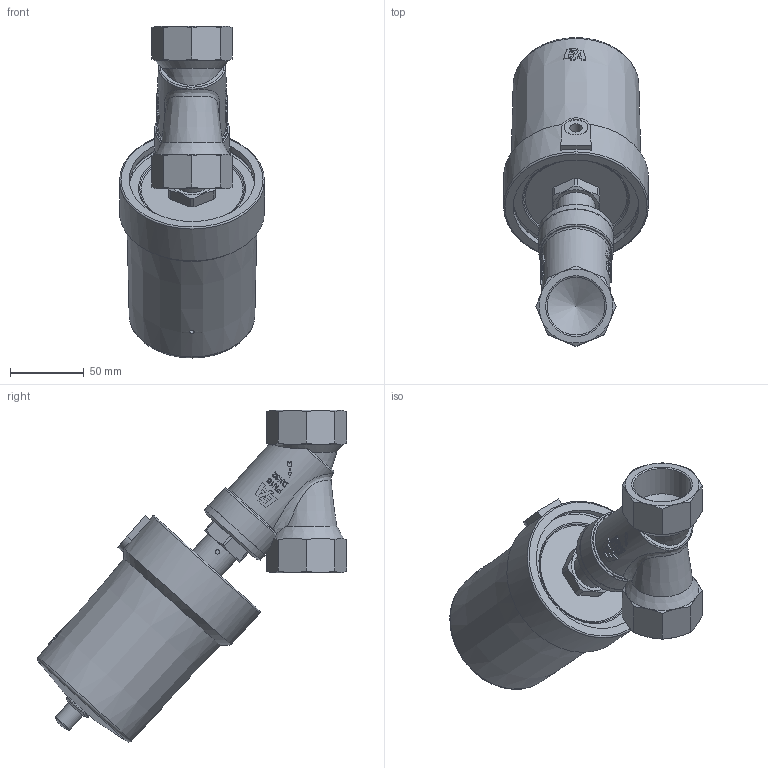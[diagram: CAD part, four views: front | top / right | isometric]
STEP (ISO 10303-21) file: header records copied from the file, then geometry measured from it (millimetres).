
FILE_DESCRIPTION(/* description */ ('DG2D1222032'),/* implementation_level */ '2;1');
FILE_NAME(/* name */ 'DG2D1222032_OS.stp',/* time_stamp */ '2022-01-27T08:32:01+01:00',/* author */ ('hois'),/* organization */ (''),/* preprocessor_version */ 'ST-DEVELOPER v18.1',/* originating_system */ 'Autodesk Inventor 2020',/* authorisation */ '');
FILE_SCHEMA (('AUTOMOTIVE_DESIGN { 1 0 10303 214 3 1 1 }'));
Length unit declared in the file: millimetre
Products named in the file (6): DG2D1222032; GGS0032.22.0033-GM; ETG0032.13.0293; DER0850.06.0099; SZY0800.24.0012; VST1415.08.0013
Assembly tree (5 placements, depth 2):
  DG2D1222032
    GGS0032.22.0033-GM
    ETG0032.13.0293
    DER0850.06.0099
    SZY0800.24.0012
    VST1415.08.0013
Bounding box: 98 x 208.82 x 224.34 mm (x, y, z)
Volume: 473430.4 mm3; surface area: 146237.2 mm2
Topology: 5 solids, 5 shells, 524 faces, 1421 edges, 952 vertices
Faces by surface type: plane 258, bspline 109, cylinder 79, cone 63, torus 14, sphere 1
Full cylindrical faces by diameter (mm): 1.5 x1, 3 x2, 8.376 x1, 8.7 x1, 11 x1, 12 x2, 13 x1, 14 x2, 16 x1, 20 x1, 24.5 x1, 26 x2, 38.9 x1, 38.952 x3, 41.91 x1, 43 x1, 45.5 x1, 50.5 x1, 51 x1, 77 x1, 82 x1, 85 x3, 88.5 x1, 98 x1
Entity records: 22944 total; most frequent: CARTESIAN_POINT 9942, ORIENTED_EDGE 2836, DIRECTION 2510, EDGE_CURVE 1418, AXIS2_PLACEMENT_3D 1006, VERTEX_POINT 952, EDGE_LOOP 584, FACE_OUTER_BOUND 524
